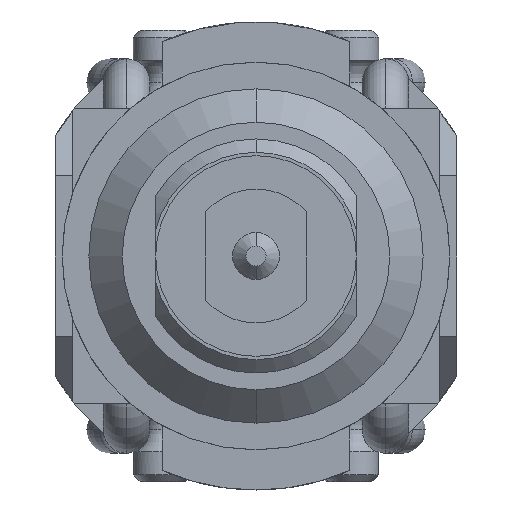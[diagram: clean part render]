
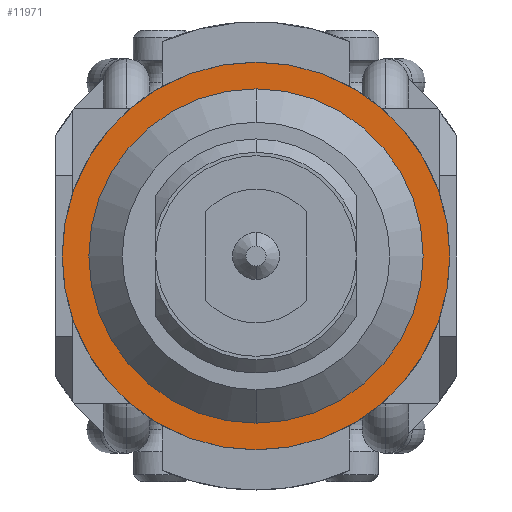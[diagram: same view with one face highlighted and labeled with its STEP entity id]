
A CAD part, front view. The second image highlights one B-rep face of the part: STEP entity #11971.
In plain terms, the highlighted planar face has unit normal (0, -1, 0).
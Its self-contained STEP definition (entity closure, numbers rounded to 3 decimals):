
#182 = EDGE_LOOP ( 'NONE', ( #2510, #7107 ) ) ;
#892 = DIRECTION ( 'NONE',  ( 0., 0., -1. ) ) ;
#999 = CIRCLE ( 'NONE', #4261, 2.08 ) ;
#2001 = VERTEX_POINT ( 'NONE', #5441 ) ;
#2002 = VERTEX_POINT ( 'NONE', #12336 ) ;
#2321 = ORIENTED_EDGE ( 'NONE', *, *, #10300, .T. ) ;
#2510 = ORIENTED_EDGE ( 'NONE', *, *, #2830, .T. ) ;
#2830 = EDGE_CURVE ( 'Defeature ausgef�hrt1_59+Defeature ausgef�hrt1_92+Defeature ausgef�hrt1_92+Defeature ausgef�hrt1_92', #13116, #2002, #9925, .T. ) ;
#2992 = CARTESIAN_POINT ( 'NONE',  ( 0., -47.6, 0. ) ) ;
#3323 = EDGE_CURVE ( 'Defeature ausgef�hrt1_59+Defeature ausgef�hrt1_92+Defeature ausgef�hrt1_92+Defeature ausgef�hrt1_92', #2002, #13116, #999, .T. ) ;
#4261 = AXIS2_PLACEMENT_3D ( 'NONE', #9662, #4648, #7697 ) ;
#4560 = EDGE_LOOP ( 'NONE', ( #8026, #2321 ) ) ;
#4647 = VERTEX_POINT ( 'NONE', #10969 ) ;
#4648 = DIRECTION ( 'NONE',  ( 0., 1., 0. ) ) ;
#4858 = DIRECTION ( 'NONE',  ( 0., -1., 0. ) ) ;
#4937 = AXIS2_PLACEMENT_3D ( 'NONE', #11015, #4858, #892 ) ;
#5035 = DIRECTION ( 'NONE',  ( 0., -1., 0. ) ) ;
#5164 = FACE_OUTER_BOUND ( 'NONE', #4560, .T. ) ;
#5322 = CARTESIAN_POINT ( 'NONE',  ( 0., -47.6, 0. ) ) ;
#5441 = CARTESIAN_POINT ( 'NONE',  ( 0., -47.6, 2.9 ) ) ;
#5597 = AXIS2_PLACEMENT_3D ( 'NONE', #5322, #12266, #11390 ) ;
#6339 = AXIS2_PLACEMENT_3D ( 'NONE', #2992, #5035, #11942 ) ;
#7045 = CIRCLE ( 'NONE', #12957, 2.9 ) ;
#7107 = ORIENTED_EDGE ( 'NONE', *, *, #3323, .T. ) ;
#7310 = CARTESIAN_POINT ( 'NONE',  ( 0., -47.6, -2.08 ) ) ;
#7510 = DIRECTION ( 'NONE',  ( 0., -1., 0. ) ) ;
#7697 = DIRECTION ( 'NONE',  ( 0., 0., -1. ) ) ;
#8026 = ORIENTED_EDGE ( 'NONE', *, *, #9463, .T. ) ;
#9463 = EDGE_CURVE ( 'Defeature ausgef�hrt1_59+Defeature ausgef�hrt1_33+Defeature ausgef�hrt1_33+Defeature ausgef�hrt1_33', #4647, #2001, #7045, .T. ) ;
#9662 = CARTESIAN_POINT ( 'NONE',  ( 0., -47.6, 0. ) ) ;
#9925 = CIRCLE ( 'NONE', #5597, 2.08 ) ;
#10050 = PLANE ( 'NONE',  #4937 ) ;
#10300 = EDGE_CURVE ( 'Defeature ausgef�hrt1_59+Defeature ausgef�hrt1_33+Defeature ausgef�hrt1_33+Defeature ausgef�hrt1_33', #2001, #4647, #12060, .T. ) ;
#10969 = CARTESIAN_POINT ( 'NONE',  ( 0., -47.6, -2.9 ) ) ;
#11015 = CARTESIAN_POINT ( 'NONE',  ( 2.9, -47.6, 0. ) ) ;
#11339 = FACE_BOUND ( 'NONE', #182, .T. ) ;
#11390 = DIRECTION ( 'NONE',  ( 0., 0., -1. ) ) ;
#11514 = DIRECTION ( 'NONE',  ( 0., 0., -1. ) ) ;
#11942 = DIRECTION ( 'NONE',  ( 0., 0., -1. ) ) ;
#11971 = ADVANCED_FACE ( 'Defeature ausgef�hrt1_59', ( #11339, #5164 ), #10050, .T. ) ;
#12060 = CIRCLE ( 'NONE', #6339, 2.9 ) ;
#12266 = DIRECTION ( 'NONE',  ( 0., 1., 0. ) ) ;
#12336 = CARTESIAN_POINT ( 'NONE',  ( 0., -47.6, 2.08 ) ) ;
#12622 = CARTESIAN_POINT ( 'NONE',  ( 0., -47.6, 0. ) ) ;
#12957 = AXIS2_PLACEMENT_3D ( 'NONE', #12622, #7510, #11514 ) ;
#13116 = VERTEX_POINT ( 'NONE', #7310 ) ;
